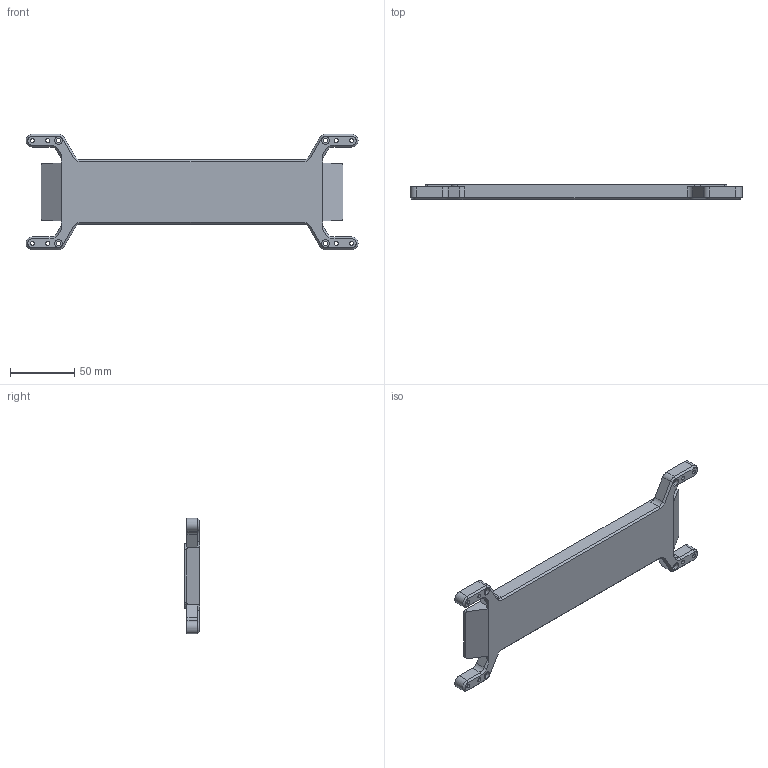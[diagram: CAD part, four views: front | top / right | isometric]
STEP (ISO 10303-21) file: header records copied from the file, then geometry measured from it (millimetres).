
FILE_DESCRIPTION (( 'STEP AP214' ), '1' );
FILE_NAME ('盄羞.STEP', '2024-07-25T12:09:15', ( '' ), ( '' ), 'SwSTEP 2.0', 'SolidWorks 2021', '' );
FILE_SCHEMA (( 'AUTOMOTIVE_DESIGN' ));
Length unit declared in the file: millimetre
Products named in the file (1): 盄羞
Bounding box: 258.44 x 12 x 90 mm (x, y, z)
Volume: 49354.4 mm3; surface area: 41570.4 mm2
Topology: 1 solids, 1 shells, 220 faces, 578 edges, 372 vertices
Faces by surface type: plane 104, cylinder 100, cone 16
Entity records: 6876 total; most frequent: DIRECTION 1228, CARTESIAN_POINT 1183, ORIENTED_EDGE 1156, EDGE_CURVE 578, AXIS2_PLACEMENT_3D 433, VERTEX_POINT 372, VECTOR 362, LINE 362
